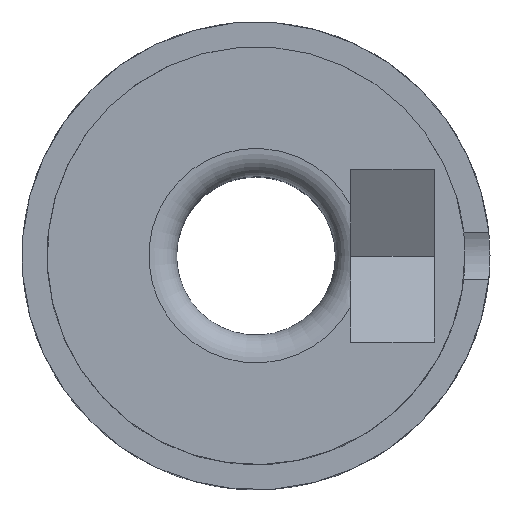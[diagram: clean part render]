
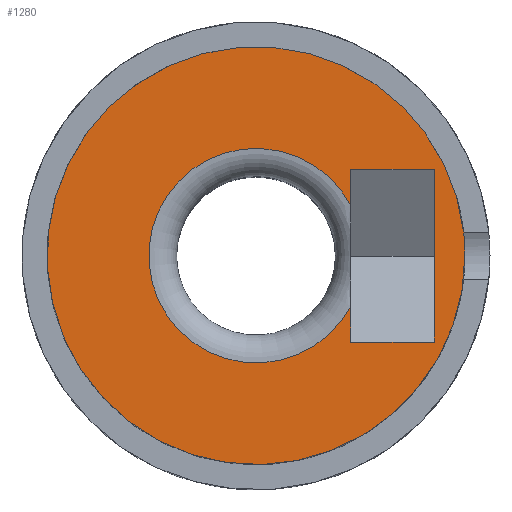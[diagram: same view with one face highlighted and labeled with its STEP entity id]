
A CAD part, top view. The second image highlights one B-rep face of the part: STEP entity #1280.
In plain terms, the highlighted planar face has unit normal (0, 0, 1).
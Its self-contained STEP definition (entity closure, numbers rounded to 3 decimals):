
#67=LINE('',#2662,#117);
#72=LINE('',#2671,#122);
#73=LINE('',#2712,#123);
#80=LINE('',#2726,#130);
#82=LINE('',#2729,#132);
#117=VECTOR('',#1787,1.294);
#122=VECTOR('',#1792,1.294);
#123=VECTOR('',#1799,3.);
#130=VECTOR('',#1812,3.);
#132=VECTOR('',#1816,6.2);
#157=PLANE('',#1467);
#169=FACE_BOUND('',#362,.T.);
#270=FACE_OUTER_BOUND('',#361,.T.);
#361=EDGE_LOOP('',(#1109));
#362=EDGE_LOOP('',(#1110,#1111,#1112,#1113,#1114,#1115));
#379=CIRCLE('',#1300,7.5);
#465=CIRCLE('',#1438,3.85);
#484=VERTEX_POINT('',#1908);
#574=VERTEX_POINT('',#2646);
#575=VERTEX_POINT('',#2647);
#576=VERTEX_POINT('',#2661);
#580=VERTEX_POINT('',#2669);
#583=VERTEX_POINT('',#2711);
#587=VERTEX_POINT('',#2725);
#604=EDGE_CURVE('',#484,#484,#379,.T.);
#745=EDGE_CURVE('',#575,#574,#465,.T.);
#746=EDGE_CURVE('',#576,#574,#67,.T.);
#751=EDGE_CURVE('',#575,#580,#72,.T.);
#754=EDGE_CURVE('',#583,#576,#73,.T.);
#761=EDGE_CURVE('',#580,#587,#80,.T.);
#763=EDGE_CURVE('',#587,#583,#82,.T.);
#1109=ORIENTED_EDGE('',*,*,#604,.T.);
#1110=ORIENTED_EDGE('',*,*,#745,.F.);
#1111=ORIENTED_EDGE('',*,*,#751,.T.);
#1112=ORIENTED_EDGE('',*,*,#761,.T.);
#1113=ORIENTED_EDGE('',*,*,#763,.T.);
#1114=ORIENTED_EDGE('',*,*,#754,.T.);
#1115=ORIENTED_EDGE('',*,*,#746,.T.);
#1280=ADVANCED_FACE('',(#270,#169),#157,.T.);
#1300=AXIS2_PLACEMENT_3D('',#1909,#1488,#1489);
#1438=AXIS2_PLACEMENT_3D('',#2659,#1783,#1784);
#1467=AXIS2_PLACEMENT_3D('',#2766,#1857,#1858);
#1488=DIRECTION('center_axis',(0.,0.,1.));
#1489=DIRECTION('ref_axis',(-1.,0.,0.));
#1783=DIRECTION('center_axis',(0.,0.,1.));
#1784=DIRECTION('ref_axis',(-1.,0.,0.));
#1787=DIRECTION('',(0.,1.,0.));
#1792=DIRECTION('',(0.,1.,0.));
#1799=DIRECTION('',(-1.,0.,0.));
#1812=DIRECTION('',(1.,0.,0.));
#1816=DIRECTION('',(0.,-1.,0.));
#1857=DIRECTION('center_axis',(0.,0.,1.));
#1858=DIRECTION('ref_axis',(1.,0.,0.));
#1908=CARTESIAN_POINT('',(7.5,0.,17.));
#1909=CARTESIAN_POINT('Origin',(0.,0.,17.));
#2646=CARTESIAN_POINT('',(3.4,-1.806,17.));
#2647=CARTESIAN_POINT('',(3.4,1.806,17.));
#2659=CARTESIAN_POINT('Origin',(0.,0.,17.));
#2661=CARTESIAN_POINT('',(3.4,-3.1,17.));
#2662=CARTESIAN_POINT('',(3.4,0.,17.));
#2669=CARTESIAN_POINT('',(3.4,3.1,17.));
#2671=CARTESIAN_POINT('',(3.4,0.,17.));
#2711=CARTESIAN_POINT('',(6.4,-3.1,17.));
#2712=CARTESIAN_POINT('',(3.2,-3.1,17.));
#2725=CARTESIAN_POINT('',(6.4,3.1,17.));
#2726=CARTESIAN_POINT('',(3.2,3.1,17.));
#2729=CARTESIAN_POINT('',(6.4,0.,17.));
#2766=CARTESIAN_POINT('Origin',(0.,0.,17.));
